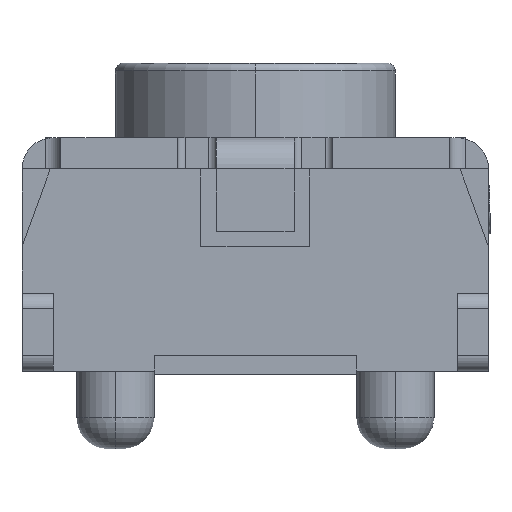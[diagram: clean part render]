
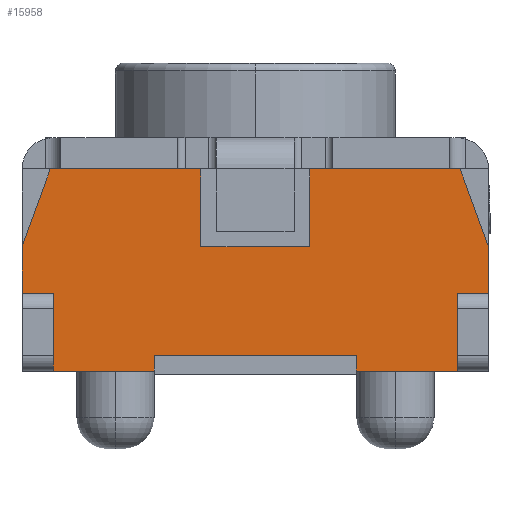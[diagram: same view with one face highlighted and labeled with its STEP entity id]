
A CAD part, left-side view. The second image highlights one B-rep face of the part: STEP entity #15958.
In plain terms, the highlighted planar face has unit normal (-1, 0, 0).
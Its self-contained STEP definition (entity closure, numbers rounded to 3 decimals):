
#56 = DIRECTION ( 'NONE',  ( 0., -1., 0. ) ) ;
#69 = ORIENTED_EDGE ( 'NONE', *, *, #9451, .T. ) ;
#501 = LINE ( 'NONE', #18299, #17690 ) ;
#809 = EDGE_CURVE ( 'NONE', #966, #12964, #10776, .T. ) ;
#947 = VERTEX_POINT ( 'NONE', #2290 ) ;
#966 = VERTEX_POINT ( 'NONE', #2204 ) ;
#1001 = VERTEX_POINT ( 'NONE', #5194 ) ;
#1015 = EDGE_CURVE ( 'NONE', #966, #6425, #3775, .T. ) ;
#1112 = ORIENTED_EDGE ( 'NONE', *, *, #9574, .T. ) ;
#1246 = CARTESIAN_POINT ( 'NONE',  ( -1.95, 1.5, -1. ) ) ;
#1326 = CARTESIAN_POINT ( 'NONE',  ( -1.95, -0.35, -0.7 ) ) ;
#1521 = EDGE_CURVE ( 'NONE', #14676, #3459, #14219, .T. ) ;
#1794 = DIRECTION ( 'NONE',  ( 0., 0.342, 0.94 ) ) ;
#2204 = CARTESIAN_POINT ( 'NONE',  ( -1.95, 1.3, -1.5 ) ) ;
#2290 = CARTESIAN_POINT ( 'NONE',  ( -1.95, -1.318, -0.2 ) ) ;
#2573 = VECTOR ( 'NONE', #5303, 1000. ) ;
#2889 = LINE ( 'NONE', #4108, #4878 ) ;
#2924 = VECTOR ( 'NONE', #1794, 1000. ) ;
#2928 = CARTESIAN_POINT ( 'NONE',  ( -1.95, 1.5, -1. ) ) ;
#2945 = DIRECTION ( 'NONE',  ( 0., 1., 0. ) ) ;
#2972 = ORIENTED_EDGE ( 'NONE', *, *, #14939, .T. ) ;
#3071 = CARTESIAN_POINT ( 'NONE',  ( -1.95, 1.3, -1.5 ) ) ;
#3165 = DIRECTION ( 'NONE',  ( 1., 0., 0. ) ) ;
#3235 = CARTESIAN_POINT ( 'NONE',  ( -1.95, -1.5, -1. ) ) ;
#3459 = VERTEX_POINT ( 'NONE', #1246 ) ;
#3628 = CARTESIAN_POINT ( 'NONE',  ( -1.95, -1.3, -1.5 ) ) ;
#3704 = CARTESIAN_POINT ( 'NONE',  ( -1.95, 1.3, -0.7 ) ) ;
#3775 = LINE ( 'NONE', #13727, #5108 ) ;
#3804 = DIRECTION ( 'NONE',  ( 0., 1., 0. ) ) ;
#4008 = VECTOR ( 'NONE', #12606, 1000. ) ;
#4108 = CARTESIAN_POINT ( 'NONE',  ( -1.95, -1.5, -1. ) ) ;
#4149 = VECTOR ( 'NONE', #2945, 1000. ) ;
#4196 = LINE ( 'NONE', #18203, #8652 ) ;
#4242 = ORIENTED_EDGE ( 'NONE', *, *, #1015, .T. ) ;
#4438 = EDGE_CURVE ( 'NONE', #15337, #8805, #15514, .T. ) ;
#4450 = VERTEX_POINT ( 'NONE', #5682 ) ;
#4494 = VERTEX_POINT ( 'NONE', #11719 ) ;
#4585 = VECTOR ( 'NONE', #14494, 1000. ) ;
#4648 = ORIENTED_EDGE ( 'NONE', *, *, #4438, .F. ) ;
#4689 = EDGE_CURVE ( 'NONE', #1001, #7505, #16021, .T. ) ;
#4878 = VECTOR ( 'NONE', #8226, 1000. ) ;
#4941 = CARTESIAN_POINT ( 'NONE',  ( -1.95, 1.318, -0.2 ) ) ;
#4998 = EDGE_CURVE ( 'NONE', #4450, #6705, #15376, .T. ) ;
#5108 = VECTOR ( 'NONE', #17639, 1000. ) ;
#5194 = CARTESIAN_POINT ( 'NONE',  ( -1.95, -0.65, -1.4 ) ) ;
#5207 = DIRECTION ( 'NONE',  ( 0., 0.342, -0.94 ) ) ;
#5303 = DIRECTION ( 'NONE',  ( 0., 0., 1. ) ) ;
#5394 = CARTESIAN_POINT ( 'NONE',  ( -1.95, -1.3, -0.7 ) ) ;
#5682 = CARTESIAN_POINT ( 'NONE',  ( -1.95, 0.35, -0.2 ) ) ;
#5767 = LINE ( 'NONE', #10297, #11905 ) ;
#5830 = ORIENTED_EDGE ( 'NONE', *, *, #15737, .F. ) ;
#5957 = VECTOR ( 'NONE', #5207, 1000. ) ;
#6347 = ORIENTED_EDGE ( 'NONE', *, *, #1521, .T. ) ;
#6425 = VERTEX_POINT ( 'NONE', #16855 ) ;
#6705 = VERTEX_POINT ( 'NONE', #16479 ) ;
#6959 = LINE ( 'NONE', #2928, #11148 ) ;
#7003 = VERTEX_POINT ( 'NONE', #12289 ) ;
#7243 = ORIENTED_EDGE ( 'NONE', *, *, #17433, .T. ) ;
#7247 = LINE ( 'NONE', #17179, #4149 ) ;
#7505 = VERTEX_POINT ( 'NONE', #15407 ) ;
#7626 = CARTESIAN_POINT ( 'NONE',  ( -1.95, -1.3, -1. ) ) ;
#7640 = CARTESIAN_POINT ( 'NONE',  ( -1.95, -1.5, -0.7 ) ) ;
#7853 = EDGE_CURVE ( 'NONE', #11718, #15337, #2889, .T. ) ;
#8226 = DIRECTION ( 'NONE',  ( 0., 0., -1. ) ) ;
#8315 = CARTESIAN_POINT ( 'NONE',  ( -1.95, 1.3, -0.2 ) ) ;
#8339 = VECTOR ( 'NONE', #12618, 1000. ) ;
#8519 = ORIENTED_EDGE ( 'NONE', *, *, #7853, .F. ) ;
#8577 = PLANE ( 'NONE',  #12657 ) ;
#8652 = VECTOR ( 'NONE', #14222, 1000. ) ;
#8773 = DIRECTION ( 'NONE',  ( 0., -1., 0. ) ) ;
#8805 = VERTEX_POINT ( 'NONE', #7626 ) ;
#8853 = DIRECTION ( 'NONE',  ( 0., 0., -1. ) ) ;
#9451 = EDGE_CURVE ( 'NONE', #9937, #14739, #7247, .T. ) ;
#9494 = LINE ( 'NONE', #10694, #16290 ) ;
#9572 = LINE ( 'NONE', #5394, #2573 ) ;
#9574 = EDGE_CURVE ( 'NONE', #6705, #14676, #13287, .T. ) ;
#9937 = VERTEX_POINT ( 'NONE', #1326 ) ;
#9987 = CARTESIAN_POINT ( 'NONE',  ( -1.95, 1.3, -0.7 ) ) ;
#10146 = DIRECTION ( 'NONE',  ( 0., 0., -1. ) ) ;
#10228 = CARTESIAN_POINT ( 'NONE',  ( -1.95, -1.5, -1. ) ) ;
#10297 = CARTESIAN_POINT ( 'NONE',  ( -1.95, 1.3, -1.4 ) ) ;
#10389 = EDGE_CURVE ( 'NONE', #1001, #7003, #5767, .T. ) ;
#10555 = LINE ( 'NONE', #16226, #14393 ) ;
#10694 = CARTESIAN_POINT ( 'NONE',  ( -1.95, -0.35, -0.2 ) ) ;
#10776 = LINE ( 'NONE', #3704, #8339 ) ;
#10791 = CARTESIAN_POINT ( 'NONE',  ( -1.95, 1.3, -1. ) ) ;
#10945 = ORIENTED_EDGE ( 'NONE', *, *, #15134, .T. ) ;
#11144 = VECTOR ( 'NONE', #10146, 1000. ) ;
#11148 = VECTOR ( 'NONE', #56, 1000. ) ;
#11276 = DIRECTION ( 'NONE',  ( 0., 0., 1. ) ) ;
#11336 = ORIENTED_EDGE ( 'NONE', *, *, #4689, .T. ) ;
#11357 = CARTESIAN_POINT ( 'NONE',  ( -1.95, 1.5, -1. ) ) ;
#11718 = VERTEX_POINT ( 'NONE', #7640 ) ;
#11719 = CARTESIAN_POINT ( 'NONE',  ( -1.95, -0.35, -0.2 ) ) ;
#11905 = VECTOR ( 'NONE', #13086, 1000. ) ;
#11976 = EDGE_CURVE ( 'NONE', #6425, #7003, #4196, .T. ) ;
#12233 = ORIENTED_EDGE ( 'NONE', *, *, #16366, .T. ) ;
#12289 = CARTESIAN_POINT ( 'NONE',  ( -1.95, 0.65, -1.4 ) ) ;
#12382 = CARTESIAN_POINT ( 'NONE',  ( -1.95, 1.5, -0.7 ) ) ;
#12606 = DIRECTION ( 'NONE',  ( 0., 0., -1. ) ) ;
#12618 = DIRECTION ( 'NONE',  ( 0., 0., 1. ) ) ;
#12657 = AXIS2_PLACEMENT_3D ( 'NONE', #9987, #3165, #8853 ) ;
#12932 = ORIENTED_EDGE ( 'NONE', *, *, #10389, .F. ) ;
#12964 = VERTEX_POINT ( 'NONE', #10791 ) ;
#13052 = ORIENTED_EDGE ( 'NONE', *, *, #15610, .T. ) ;
#13086 = DIRECTION ( 'NONE',  ( 0., 1., 0. ) ) ;
#13147 = LINE ( 'NONE', #14634, #2924 ) ;
#13287 = LINE ( 'NONE', #4941, #5957 ) ;
#13727 = CARTESIAN_POINT ( 'NONE',  ( -1.95, 1.3, -1.5 ) ) ;
#13972 = DIRECTION ( 'NONE',  ( 0., 1., 0. ) ) ;
#14107 = VECTOR ( 'NONE', #8773, 1000. ) ;
#14219 = LINE ( 'NONE', #11357, #11144 ) ;
#14222 = DIRECTION ( 'NONE',  ( 0., 0., 1. ) ) ;
#14237 = FACE_OUTER_BOUND ( 'NONE', #14871, .T. ) ;
#14393 = VECTOR ( 'NONE', #16131, 1000. ) ;
#14494 = DIRECTION ( 'NONE',  ( 0., 1., 0. ) ) ;
#14634 = CARTESIAN_POINT ( 'NONE',  ( -1.95, -1.5, -0.7 ) ) ;
#14676 = VERTEX_POINT ( 'NONE', #12382 ) ;
#14739 = VERTEX_POINT ( 'NONE', #15773 ) ;
#14871 = EDGE_LOOP ( 'NONE', ( #17626, #1112, #6347, #13052, #16382, #4242, #16817, #12932, #11336, #10945, #12233, #4648, #8519, #15963, #7243, #5830, #69, #2972 ) ) ;
#14939 = EDGE_CURVE ( 'NONE', #14739, #4450, #10555, .T. ) ;
#15134 = EDGE_CURVE ( 'NONE', #7505, #17532, #17295, .T. ) ;
#15337 = VERTEX_POINT ( 'NONE', #3235 ) ;
#15376 = LINE ( 'NONE', #8315, #16151 ) ;
#15407 = CARTESIAN_POINT ( 'NONE',  ( -1.95, -0.65, -1.5 ) ) ;
#15493 = CARTESIAN_POINT ( 'NONE',  ( -1.95, -0.65, -0.7 ) ) ;
#15514 = LINE ( 'NONE', #10228, #4585 ) ;
#15610 = EDGE_CURVE ( 'NONE', #3459, #12964, #6959, .T. ) ;
#15737 = EDGE_CURVE ( 'NONE', #9937, #4494, #501, .T. ) ;
#15773 = CARTESIAN_POINT ( 'NONE',  ( -1.95, 0.35, -0.7 ) ) ;
#15958 = ADVANCED_FACE ( 'NONE', ( #14237 ), #8577, .F. ) ;
#15963 = ORIENTED_EDGE ( 'NONE', *, *, #18030, .T. ) ;
#16021 = LINE ( 'NONE', #15493, #4008 ) ;
#16131 = DIRECTION ( 'NONE',  ( 0., 0., 1. ) ) ;
#16151 = VECTOR ( 'NONE', #13972, 1000. ) ;
#16226 = CARTESIAN_POINT ( 'NONE',  ( -1.95, 0.35, -0.7 ) ) ;
#16290 = VECTOR ( 'NONE', #3804, 1000. ) ;
#16366 = EDGE_CURVE ( 'NONE', #17532, #8805, #9572, .T. ) ;
#16382 = ORIENTED_EDGE ( 'NONE', *, *, #809, .F. ) ;
#16479 = CARTESIAN_POINT ( 'NONE',  ( -1.95, 1.318, -0.2 ) ) ;
#16817 = ORIENTED_EDGE ( 'NONE', *, *, #11976, .T. ) ;
#16855 = CARTESIAN_POINT ( 'NONE',  ( -1.95, 0.65, -1.5 ) ) ;
#17179 = CARTESIAN_POINT ( 'NONE',  ( -1.95, 1.3, -0.7 ) ) ;
#17295 = LINE ( 'NONE', #3071, #14107 ) ;
#17433 = EDGE_CURVE ( 'NONE', #947, #4494, #9494, .T. ) ;
#17532 = VERTEX_POINT ( 'NONE', #3628 ) ;
#17626 = ORIENTED_EDGE ( 'NONE', *, *, #4998, .T. ) ;
#17639 = DIRECTION ( 'NONE',  ( 0., -1., 0. ) ) ;
#17690 = VECTOR ( 'NONE', #11276, 1000. ) ;
#18030 = EDGE_CURVE ( 'NONE', #11718, #947, #13147, .T. ) ;
#18203 = CARTESIAN_POINT ( 'NONE',  ( -1.95, 0.65, -0.7 ) ) ;
#18299 = CARTESIAN_POINT ( 'NONE',  ( -1.95, -0.35, -0.7 ) ) ;
